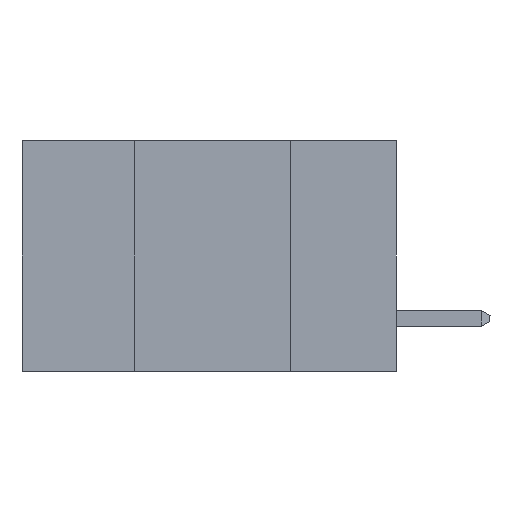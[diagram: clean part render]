
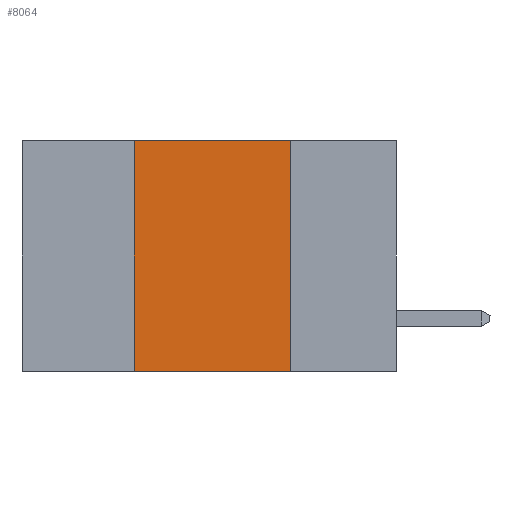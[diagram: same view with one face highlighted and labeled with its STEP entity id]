
A CAD part, left-side view. The second image highlights one B-rep face of the part: STEP entity #8064.
In plain terms, the highlighted planar face has unit normal (-1, 0, 0).
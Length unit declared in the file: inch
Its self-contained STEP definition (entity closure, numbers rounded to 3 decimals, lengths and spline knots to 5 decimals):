
#441 = VERTEX_POINT ( 'NONE', #22626 ) ;
#562 = CARTESIAN_POINT ( 'NONE',  ( 0., 0.17, -0.37 ) ) ;
#4533 = DIRECTION ( 'NONE',  ( 0., -1., 0. ) ) ;
#4676 = FACE_OUTER_BOUND ( 'NONE', #12588, .T. ) ;
#4898 = VECTOR ( 'NONE', #12607, 39.37008 ) ;
#5056 = EDGE_CURVE ( 'NONE', #441, #14083, #6110, .T. ) ;
#5230 = CARTESIAN_POINT ( 'NONE',  ( 0., 0.6, 0. ) ) ;
#5591 = PLANE ( 'NONE',  #17868 ) ;
#6110 = LINE ( 'NONE', #5230, #10842 ) ;
#8064 = ADVANCED_FACE ( 'NONE', ( #4676 ), #5591, .F. ) ;
#9508 = ORIENTED_EDGE ( 'NONE', *, *, #13971, .F. ) ;
#9709 = CARTESIAN_POINT ( 'NONE',  ( 0., 0.17, -0.37 ) ) ;
#10426 = VECTOR ( 'NONE', #11706, 39.37008 ) ;
#10624 = CARTESIAN_POINT ( 'NONE',  ( 0., 0.42, -0.37 ) ) ;
#10802 = VECTOR ( 'NONE', #20284, 39.37008 ) ;
#10842 = VECTOR ( 'NONE', #4533, 39.37008 ) ;
#10888 = LINE ( 'NONE', #10624, #4898 ) ;
#11636 = DIRECTION ( 'NONE',  ( 1., 0., 0. ) ) ;
#11706 = DIRECTION ( 'NONE',  ( 0., 0., -1. ) ) ;
#12279 = EDGE_CURVE ( 'NONE', #14415, #26016, #25491, .T. ) ;
#12588 = EDGE_LOOP ( 'NONE', ( #9508, #19249, #16638, #14458 ) ) ;
#12607 = DIRECTION ( 'NONE',  ( 0., 0., 1. ) ) ;
#13892 = CARTESIAN_POINT ( 'NONE',  ( 0., 0.42, -0.37 ) ) ;
#13971 = EDGE_CURVE ( 'NONE', #14083, #26016, #20438, .T. ) ;
#13986 = CARTESIAN_POINT ( 'NONE',  ( 0., 0.17, 0. ) ) ;
#14083 = VERTEX_POINT ( 'NONE', #13986 ) ;
#14239 = CARTESIAN_POINT ( 'NONE',  ( 0., 0.6, -0.37 ) ) ;
#14415 = VERTEX_POINT ( 'NONE', #13892 ) ;
#14458 = ORIENTED_EDGE ( 'NONE', *, *, #12279, .T. ) ;
#16638 = ORIENTED_EDGE ( 'NONE', *, *, #23044, .F. ) ;
#17868 = AXIS2_PLACEMENT_3D ( 'NONE', #23642, #11636, #25634 ) ;
#19249 = ORIENTED_EDGE ( 'NONE', *, *, #5056, .F. ) ;
#20284 = DIRECTION ( 'NONE',  ( 0., -1., 0. ) ) ;
#20438 = LINE ( 'NONE', #9709, #10426 ) ;
#22626 = CARTESIAN_POINT ( 'NONE',  ( 0., 0.42, 0. ) ) ;
#23044 = EDGE_CURVE ( 'NONE', #14415, #441, #10888, .T. ) ;
#23642 = CARTESIAN_POINT ( 'NONE',  ( 0., 0.6, 0. ) ) ;
#25491 = LINE ( 'NONE', #14239, #10802 ) ;
#25634 = DIRECTION ( 'NONE',  ( 0., 0., -1. ) ) ;
#26016 = VERTEX_POINT ( 'NONE', #562 ) ;
